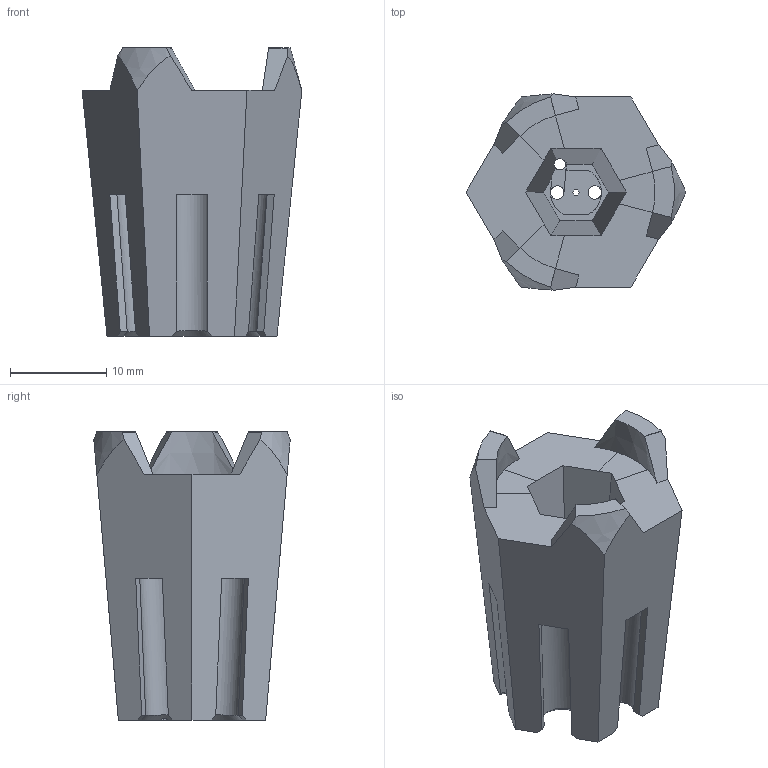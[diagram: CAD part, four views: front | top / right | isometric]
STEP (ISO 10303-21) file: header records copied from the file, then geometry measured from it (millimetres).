
FILE_DESCRIPTION(('CATIA V5 STEP Exchange'),'2;1');
FILE_NAME('Lichtsensor_Insektenauge.stp','2017-07-10T13:27:51+00:00',('none'),('none'),'CATIA Version 5 Release 18 GA (IN-10)','CATIA V5 STEP AP203','none');
FILE_SCHEMA(('CONFIG_CONTROL_DESIGN'));
Length unit declared in the file: millimetre
Products named in the file (1): Lichtsensor_Stein
Bounding box: 22.86 x 20.43 x 30 mm (x, y, z)
Volume: 4682.5 mm3; surface area: 3613.4 mm2
Topology: 1 solids, 1 shells, 110 faces, 341 edges, 233 vertices
Faces by surface type: plane 80, cylinder 17, cone 7, bspline 6
Entity records: 4473 total; most frequent: CARTESIAN_POINT 1626, ORIENTED_EDGE 674, DIRECTION 430, EDGE_CURVE 337, VERTEX_POINT 226, VECTOR 213, LINE 213, AXIS2_PLACEMENT_3D 132
